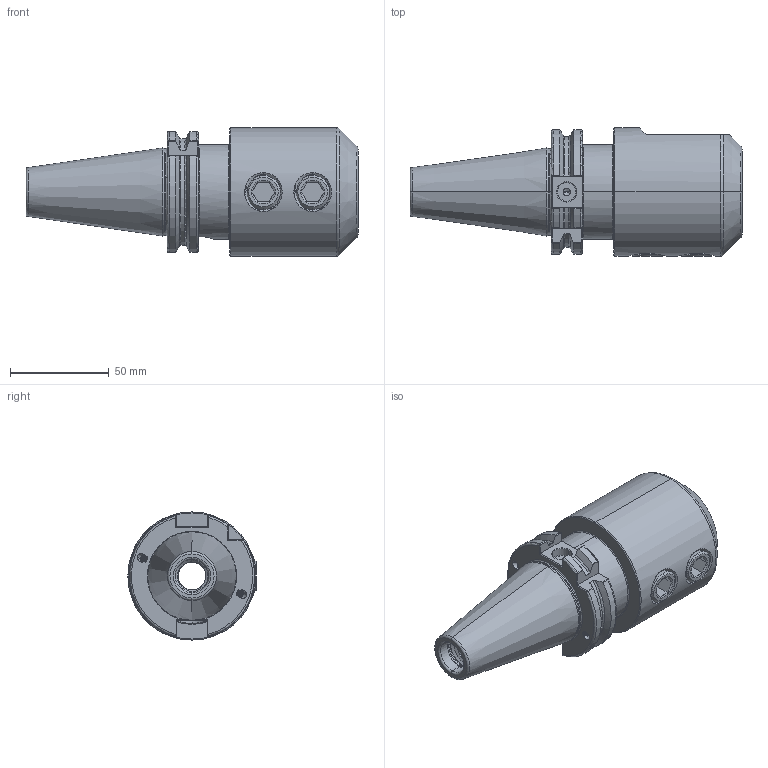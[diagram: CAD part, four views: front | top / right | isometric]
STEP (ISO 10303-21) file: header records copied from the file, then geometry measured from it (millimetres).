
FILE_DESCRIPTION (( 'STEP AP203' ), '1' );
FILE_NAME ('403.04.25.K.STEP', '2016-11-25T08:17:35', ( '' ), ( '' ), 'SwSTEP 2.0', 'SolidWorks 2012', '' );
FILE_SCHEMA (( 'CONFIG_CONTROL_DESIGN' ));
Length unit declared in the file: millimetre
Products named in the file (4): 側固18_M18x2_20L; 403.04.25.K; 2-02511022U1_d24.7x3.5(側固出水25)
Assembly tree (4 placements, depth 2):
  403.04.25.K
    403.04.25.K
    2-02511022U1_d24.7x3.5(側固出水25)
    側固18_M18x2_20L  x2
Bounding box: 168.4 x 65 x 65 mm (x, y, z)
Volume: 288976 mm3; surface area: 56103.4 mm2
Topology: 4 solids, 4 shells, 446 faces, 1219 edges, 777 vertices
Faces by surface type: cylinder 204, plane 88, torus 60, bspline 47, cone 47
Entity records: 38298 total; most frequent: CARTESIAN_POINT 28890, ORIENTED_EDGE 2206, DIRECTION 1538, EDGE_CURVE 1103, VERTEX_POINT 710, AXIS2_PLACEMENT_3D 611, EDGE_LOOP 427, ADVANCED_FACE 407
